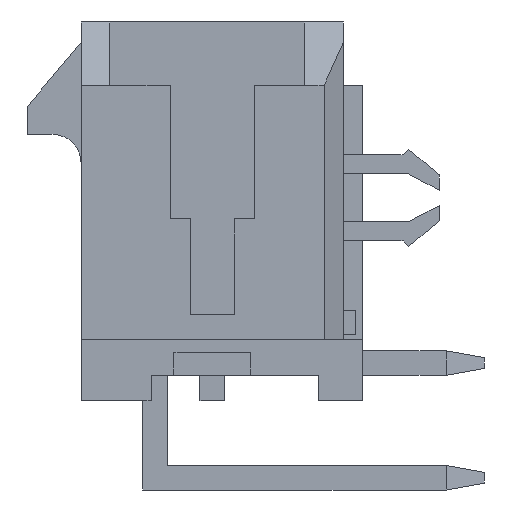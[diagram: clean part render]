
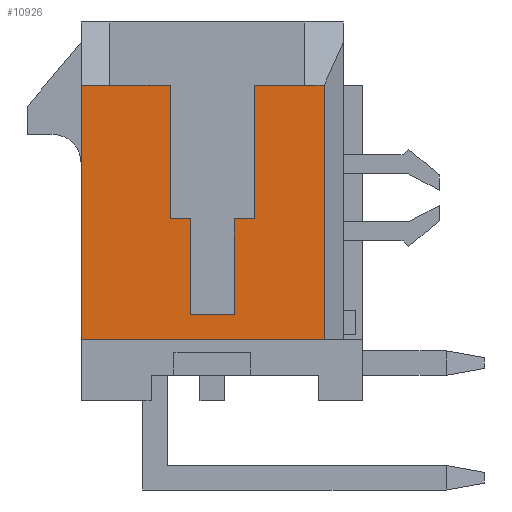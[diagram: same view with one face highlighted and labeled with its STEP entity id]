
A CAD part, left-side view. The second image highlights one B-rep face of the part: STEP entity #10926.
In plain terms, the highlighted planar face has unit normal (-1, 0, 0).
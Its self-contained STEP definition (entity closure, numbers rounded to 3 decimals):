
#1=DIRECTION('',(0.,0.,-1.));
#2=VECTOR('',#1,3.5);
#3=CARTESIAN_POINT('',(-16.825,-1.1,3.305));
#4=LINE('',#3,#2);
#5=DIRECTION('',(0.,1.,0.));
#6=VECTOR('',#5,1.31);
#7=CARTESIAN_POINT('',(-16.825,-2.41,3.305));
#8=LINE('',#7,#6);
#9=DIRECTION('',(0.,-1.,0.));
#10=VECTOR('',#9,0.52);
#11=CARTESIAN_POINT('',(-16.825,-2.41,3.305));
#12=LINE('',#11,#10);
#13=DIRECTION('',(0.,0.,-1.));
#14=VECTOR('',#13,6.66);
#15=CARTESIAN_POINT('',(-16.825,-2.93,3.305));
#16=LINE('',#15,#14);
#17=DIRECTION('',(0.,1.,0.));
#18=VECTOR('',#17,6.36);
#19=CARTESIAN_POINT('',(-16.825,-2.93,-3.355));
#20=LINE('',#19,#18);
#21=DIRECTION('',(0.,0.,1.));
#22=VECTOR('',#21,6.66);
#23=CARTESIAN_POINT('',(-16.825,3.43,-3.355));
#24=LINE('',#23,#22);
#25=DIRECTION('',(0.,-1.,0.));
#26=VECTOR('',#25,0.75);
#27=CARTESIAN_POINT('',(-16.825,3.43,3.305));
#28=LINE('',#27,#26);
#29=DIRECTION('',(0.,1.,0.));
#30=VECTOR('',#29,1.58);
#31=CARTESIAN_POINT('',(-16.825,1.1,3.305));
#32=LINE('',#31,#30);
#33=DIRECTION('',(0.,0.,-1.));
#34=VECTOR('',#33,3.5);
#35=CARTESIAN_POINT('',(-16.825,1.1,3.305));
#36=LINE('',#35,#34);
#37=DIRECTION('',(0.,1.,0.));
#38=VECTOR('',#37,0.525);
#39=CARTESIAN_POINT('',(-16.825,0.575,-0.195));
#40=LINE('',#39,#38);
#41=DIRECTION('',(0.,0.,1.));
#42=VECTOR('',#41,2.5);
#43=CARTESIAN_POINT('',(-16.825,0.575,-2.695));
#44=LINE('',#43,#42);
#45=DIRECTION('',(0.,1.,0.));
#46=VECTOR('',#45,1.15);
#47=CARTESIAN_POINT('',(-16.825,-0.575,-2.695));
#48=LINE('',#47,#46);
#49=DIRECTION('',(0.,0.,-1.));
#50=VECTOR('',#49,2.5);
#51=CARTESIAN_POINT('',(-16.825,-0.575,-0.195));
#52=LINE('',#51,#50);
#53=DIRECTION('',(0.,1.,0.));
#54=VECTOR('',#53,0.525);
#55=CARTESIAN_POINT('',(-16.825,-1.1,-0.195));
#56=LINE('',#55,#54);
#8320=CARTESIAN_POINT('',(-16.825,3.43,3.305));
#8322=VERTEX_POINT('',#8320);
#8367=CARTESIAN_POINT('',(-16.825,2.68,3.305));
#8368=VERTEX_POINT('',#8367);
#8369=CARTESIAN_POINT('',(-16.825,-2.41,3.305));
#8370=VERTEX_POINT('',#8369);
#8371=CARTESIAN_POINT('',(-16.825,-2.93,3.305));
#8372=VERTEX_POINT('',#8371);
#8573=CARTESIAN_POINT('',(-16.825,-1.1,3.305));
#8574=CARTESIAN_POINT('',(-16.825,-1.1,-0.195));
#8575=VERTEX_POINT('',#8573);
#8576=VERTEX_POINT('',#8574);
#8577=CARTESIAN_POINT('',(-16.825,-0.575,-0.195));
#8578=VERTEX_POINT('',#8577);
#8579=CARTESIAN_POINT('',(-16.825,-0.575,-2.695));
#8580=VERTEX_POINT('',#8579);
#8581=CARTESIAN_POINT('',(-16.825,0.575,-2.695));
#8582=VERTEX_POINT('',#8581);
#8583=CARTESIAN_POINT('',(-16.825,0.575,-0.195));
#8584=VERTEX_POINT('',#8583);
#8585=CARTESIAN_POINT('',(-16.825,1.1,-0.195));
#8586=VERTEX_POINT('',#8585);
#8587=CARTESIAN_POINT('',(-16.825,1.1,3.305));
#8588=VERTEX_POINT('',#8587);
#9469=CARTESIAN_POINT('',(-16.825,3.43,-3.355));
#9470=VERTEX_POINT('',#9469);
#9669=CARTESIAN_POINT('',(-16.825,-2.93,-3.355));
#9670=VERTEX_POINT('',#9669);
#10891=CARTESIAN_POINT('',(-16.825,0.,0.));
#10892=DIRECTION('',(1.,0.,0.));
#10893=DIRECTION('',(0.,0.,-1.));
#10894=AXIS2_PLACEMENT_3D('',#10891,#10892,#10893);
#10895=PLANE('',#10894);
#10897=ORIENTED_EDGE('',*,*,#10896,.F.);
#10899=ORIENTED_EDGE('',*,*,#10898,.F.);
#10901=ORIENTED_EDGE('',*,*,#10900,.T.);
#10903=ORIENTED_EDGE('',*,*,#10902,.T.);
#10905=ORIENTED_EDGE('',*,*,#10904,.T.);
#10907=ORIENTED_EDGE('',*,*,#10906,.T.);
#10909=ORIENTED_EDGE('',*,*,#10908,.T.);
#10911=ORIENTED_EDGE('',*,*,#10910,.F.);
#10913=ORIENTED_EDGE('',*,*,#10912,.T.);
#10915=ORIENTED_EDGE('',*,*,#10914,.F.);
#10917=ORIENTED_EDGE('',*,*,#10916,.F.);
#10919=ORIENTED_EDGE('',*,*,#10918,.F.);
#10921=ORIENTED_EDGE('',*,*,#10920,.F.);
#10923=ORIENTED_EDGE('',*,*,#10922,.F.);
#10924=EDGE_LOOP('',(#10897,#10899,#10901,#10903,#10905,#10907,#10909,#10911,
#10913,#10915,#10917,#10919,#10921,#10923));
#10925=FACE_OUTER_BOUND('',#10924,.F.);
#10926=ADVANCED_FACE('',(#10925),#10895,.F.);
#10896=EDGE_CURVE('',#8575,#8576,#4,.T.);
#10898=EDGE_CURVE('',#8370,#8575,#8,.T.);
#10900=EDGE_CURVE('',#8370,#8372,#12,.T.);
#10902=EDGE_CURVE('',#8372,#9670,#16,.T.);
#10904=EDGE_CURVE('',#9670,#9470,#20,.T.);
#10906=EDGE_CURVE('',#9470,#8322,#24,.T.);
#10908=EDGE_CURVE('',#8322,#8368,#28,.T.);
#10910=EDGE_CURVE('',#8588,#8368,#32,.T.);
#10912=EDGE_CURVE('',#8588,#8586,#36,.T.);
#10914=EDGE_CURVE('',#8584,#8586,#40,.T.);
#10916=EDGE_CURVE('',#8582,#8584,#44,.T.);
#10918=EDGE_CURVE('',#8580,#8582,#48,.T.);
#10920=EDGE_CURVE('',#8578,#8580,#52,.T.);
#10922=EDGE_CURVE('',#8576,#8578,#56,.T.);
